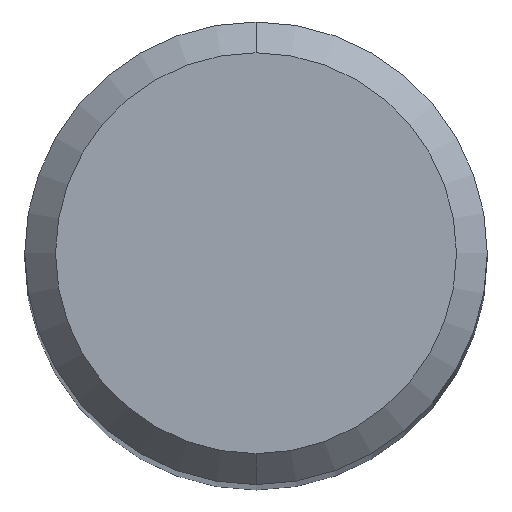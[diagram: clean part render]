
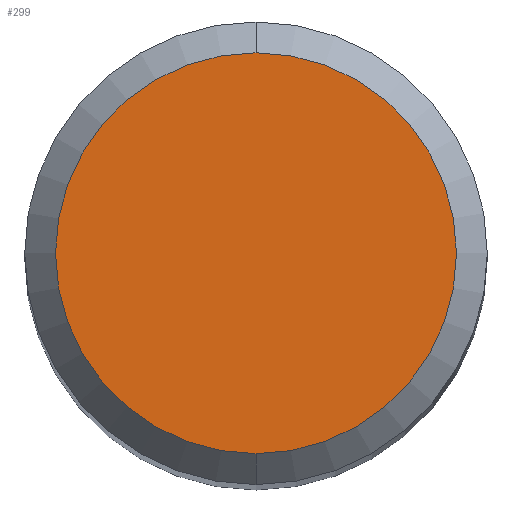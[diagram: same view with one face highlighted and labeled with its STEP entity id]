
A CAD part, top view. The second image highlights one B-rep face of the part: STEP entity #299.
In plain terms, the highlighted planar face has unit normal (0, 0, 1).
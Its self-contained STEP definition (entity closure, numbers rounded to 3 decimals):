
#213=VERTEX_POINT('',#522);
#299=ADVANCED_FACE('',(#615),#616,.T.);
#361=EDGE_CURVE('',#381,#213,#683,.T.);
#381=VERTEX_POINT('',#705);
#391=EDGE_CURVE('',#213,#381,#716,.T.);
#522=CARTESIAN_POINT('',(0.0,2.6,0.0));
#615=FACE_OUTER_BOUND('',#1052,.T.);
#616=PLANE('',#1053);
#683=CIRCLE('',#1217,2.6);
#705=CARTESIAN_POINT('',(0.,-2.6,0.0));
#716=CIRCLE('',#1304,2.6);
#1052=EDGE_LOOP('',(#1564,#1565));
#1053=AXIS2_PLACEMENT_3D('',#1566,#1567,#1568);
#1217=AXIS2_PLACEMENT_3D('',#1643,#1644,#1645);
#1304=AXIS2_PLACEMENT_3D('',#1671,#1672,#1673);
#1564=ORIENTED_EDGE('',*,*,#391,.F.);
#1565=ORIENTED_EDGE('',*,*,#361,.F.);
#1566=CARTESIAN_POINT('',(0.0,1.3,0.0));
#1567=DIRECTION('',(-0.0,0.0,1.0));
#1568=DIRECTION('',(0.0,-1.0,0.0));
#1643=CARTESIAN_POINT('',(0.0,0.0,0.0));
#1644=DIRECTION('',(0.0,0.0,-1.0));
#1645=DIRECTION('',(0.0,1.0,0.0));
#1671=CARTESIAN_POINT('',(0.0,0.0,0.0));
#1672=DIRECTION('',(0.0,0.0,-1.0));
#1673=DIRECTION('',(0.0,1.0,0.0));
